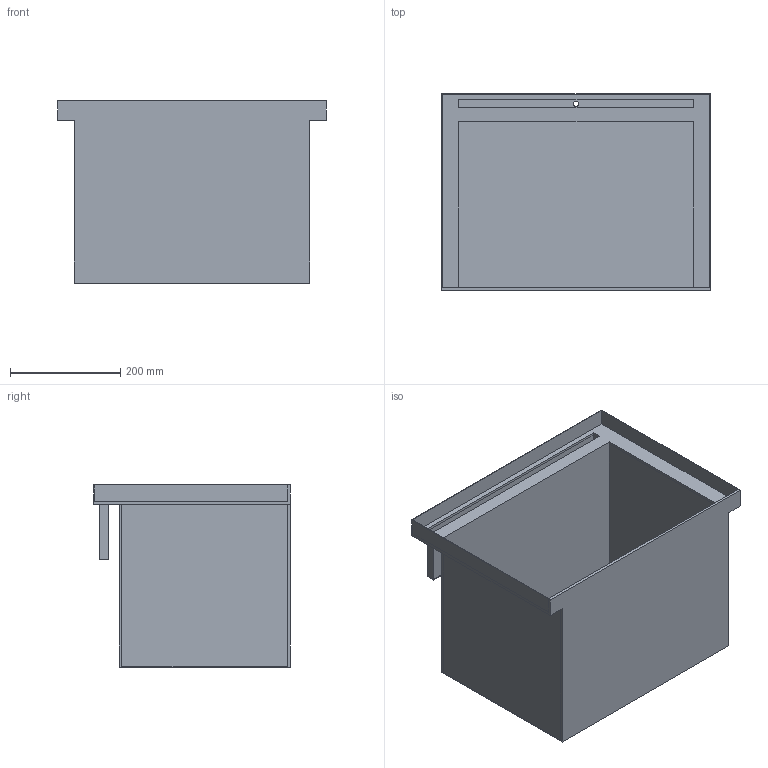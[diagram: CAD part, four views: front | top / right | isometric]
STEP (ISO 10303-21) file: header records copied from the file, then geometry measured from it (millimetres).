
FILE_DESCRIPTION(/* description */ (''),/* implementation_level */ '2;1');
FILE_NAME(/* name */ '40L resin tank.stp',/* time_stamp */ '2020-07-06T16:21:41+06:00',/* author */ ('Vijay'),/* organization */ (''),/* preprocessor_version */ 'ST-DEVELOPER v17',/* originating_system */ 'Autodesk Inventor 2019',/* authorisation */ '');
FILE_SCHEMA (('AUTOMOTIVE_DESIGN { 1 0 10303 214 3 1 1 }'));
Length unit declared in the file: inch
Products named in the file (1): Tank2
Bounding box: 488 x 356.38 x 330.8 mm (x, y, z)
Volume: 1885811.3 mm3; surface area: 1512484.3 mm2
Topology: 1 solids, 1 shells, 30 faces, 75 edges, 50 vertices
Faces by surface type: plane 29, cylinder 1
Full cylindrical faces by diameter (mm): 10 x1
Entity records: 926 total; most frequent: CARTESIAN_POINT 156, ORIENTED_EDGE 150, DIRECTION 139, EDGE_CURVE 75, LINE 73, VECTOR 73, VERTEX_POINT 50, EDGE_LOOP 35
